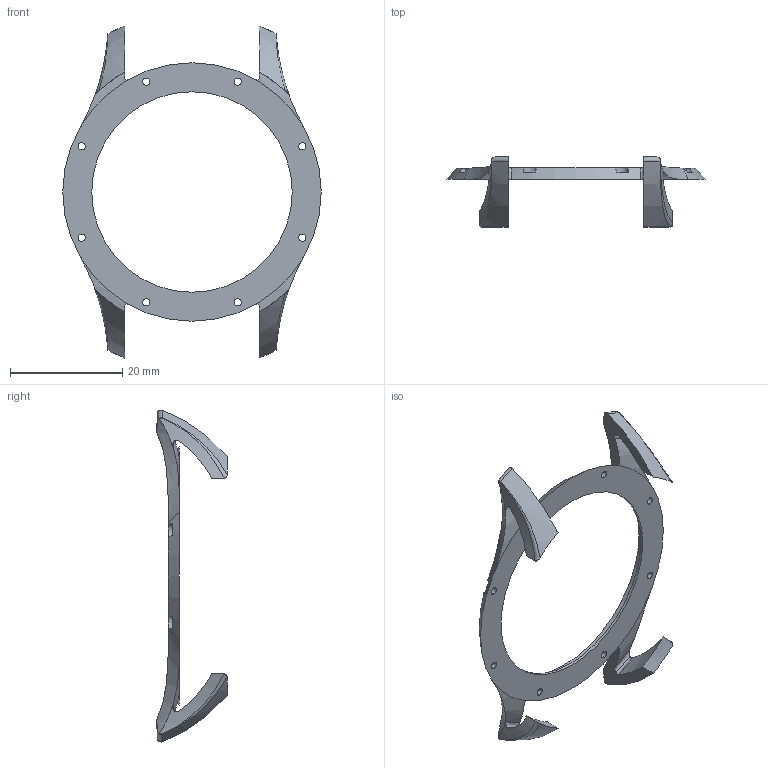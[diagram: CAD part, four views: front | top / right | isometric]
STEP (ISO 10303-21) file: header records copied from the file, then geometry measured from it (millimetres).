
FILE_DESCRIPTION (( 'STEP AP203' ), '1' );
FILE_NAME ('fond v2 BEN3.STEP', '2020-05-27T20:54:28', ( '' ), ( '' ), 'SwSTEP 2.0', 'SolidWorks 2020', '' );
FILE_SCHEMA (( 'CONFIG_CONTROL_DESIGN' ));
Length unit declared in the file: millimetre
Products named in the file (1): fond v2 BEN3
Bounding box: 46 x 12.5 x 59.1 mm (x, y, z)
Volume: 1601 mm3; surface area: 2851 mm2
Topology: 1 solids, 1 shells, 114 faces, 325 edges, 210 vertices
Faces by surface type: bspline 48, cylinder 46, plane 15, cone 5
Entity records: 6762 total; most frequent: CARTESIAN_POINT 4130, ORIENTED_EDGE 642, DIRECTION 401, EDGE_CURVE 321, VERTEX_POINT 210, AXIS2_PLACEMENT_3D 181, B_SPLINE_CURVE_WITH_KNOTS 150, EDGE_LOOP 133
